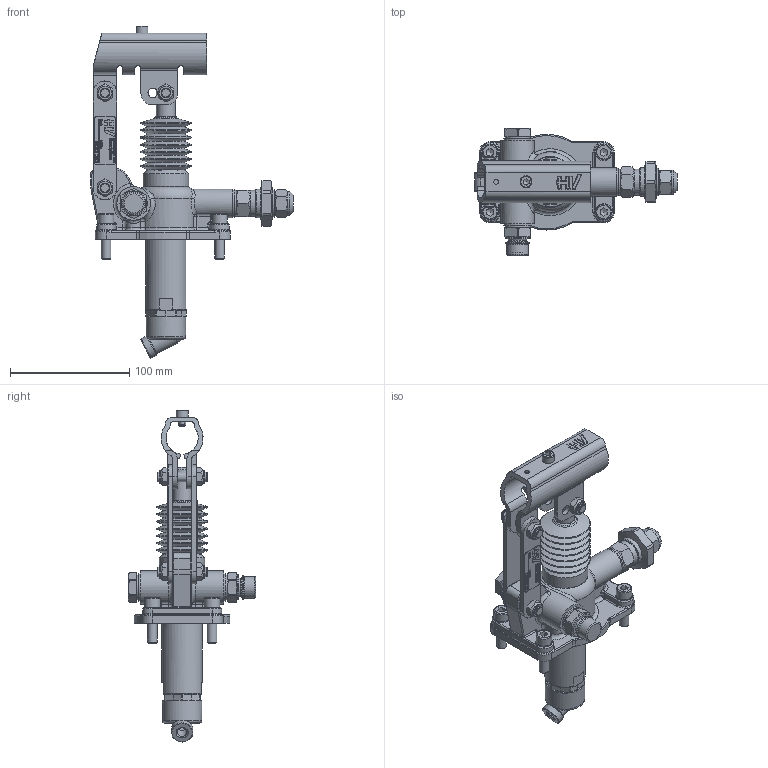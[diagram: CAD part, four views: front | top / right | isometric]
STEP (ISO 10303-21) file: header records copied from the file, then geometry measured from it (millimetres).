
FILE_DESCRIPTION((''),'2;1');
FILE_NAME('PM 25 byC-s (HV) STEP.stp','2014-08-04T16:20:20',('Christian'),(''),'Autodesk Inventor 2013','Autodesk Inventor 2013','');
FILE_SCHEMA(('AUTOMOTIVE_DESIGN { 1 0 10303 214 1 1 1 1 }'));
Length unit declared in the file: millimetre
Products named in the file (1): 6051.0144.00.50 Derivazione 2
Bounding box: 169.66 x 106.5 x 277.85 mm (x, y, z)
Volume: 4435.5 mm3; surface area: 143670.1 mm2
Topology: 13 solids, 18 shells, 1486 faces, 3686 edges, 2316 vertices
Faces by surface type: plane 691, cylinder 327, bspline 191, cone 140, torus 122, sphere 15
Full cylindrical faces by diameter (mm): 4 x2, 5 x1, 6 x1, 8 x26, 8.5 x4, 9 x1, 10 x3, 10.5 x1, 11.05 x6, 12 x4, 13 x4, 14 x4, 14.95 x1, 16 x2, 16.6 x2, 17 x2, 18 x3, 20 x3, 21 x4, 21.8 x2, 22 x1, 23 x4, 24 x2, 25 x1, 28 x1, 30 x1, 33 x1, 34 x1, 38.004 x1, 40 x1
Entity records: 46300 total; most frequent: CARTESIAN_POINT 12025, ORIENTED_EDGE 6776, DIRECTION 6296, EDGE_CURVE 3388, AXIS2_PLACEMENT_3D 2260, VERTEX_POINT 2244, EDGE_LOOP 1856, VECTOR 1776
